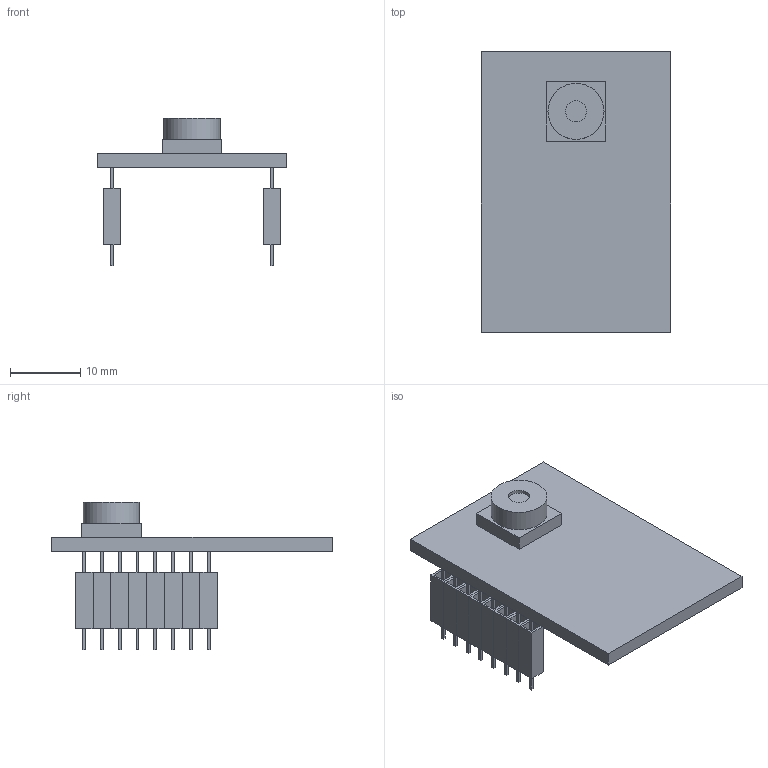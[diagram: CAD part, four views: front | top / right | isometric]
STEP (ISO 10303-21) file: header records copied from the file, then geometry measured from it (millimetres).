
FILE_DESCRIPTION(('FreeCAD Model'),'2;1');
FILE_NAME('Open CASCADE Shape Model','2024-03-04T23:40:33',('Remi Peuchot'),(''),'Open CASCADE STEP processor 7.5','FreeCAD','Unknown');
FILE_SCHEMA(('AUTOMOTIVE_DESIGN { 1 0 10303 214 1 1 1 1 }'));
Length unit declared in the file: millimetre
Products named in the file (6): LinkGroup; Group; Group009; Group010; Group019; Group020
Assembly tree (5 placements, depth 2):
  LinkGroup
    Group
    Group009
    Group010
    Group019
    Group020
Bounding box: 27 x 40 x 21 mm (x, y, z)
Volume: 2995.9 mm3; surface area: 4309.7 mm2
Topology: 19 solids, 19 shells, 339 faces, 742 edges, 476 vertices
Faces by surface type: plane 337, cylinder 2
Full cylindrical faces by diameter (mm): 3 x1, 8 x1
Entity records: 2882 total; most frequent: ORIENTED_EDGE 546, EDGE_CURVE 354, LINE 318, CARTESIAN_POINT 258, VERTEX_POINT 216, FACE_BOUND 188, EDGE_LOOP 188, ADVANCED_FACE 177
